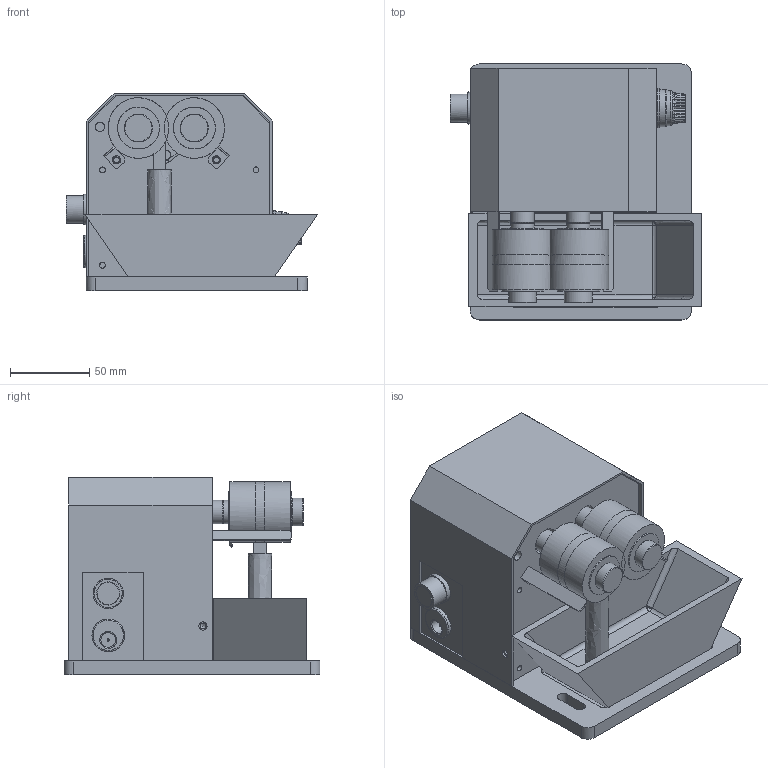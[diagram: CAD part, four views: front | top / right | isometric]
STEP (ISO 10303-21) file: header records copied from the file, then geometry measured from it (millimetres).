
FILE_DESCRIPTION(('FreeCAD Model'),'2;1');
FILE_NAME('Open CASCADE Shape Model','2025-05-03T03:51:54',('FreeCAD'),( 'FreeCAD'),'Open CASCADE STEP processor 7.6','FreeCAD','Unknown');
FILE_SCHEMA(('AUTOMOTIVE_DESIGN { 1 0 10303 214 1 1 1 1 }'));
Length unit declared in the file: millimetre
Products named in the file (1): Open CASCADE STEP translator 7.6 1
Bounding box: 158.4 x 161.33 x 124.67 mm (x, y, z)
Volume: 629235.9 mm3; surface area: 287209.3 mm2
Topology: 29 solids, 29 shells, 554 faces, 1306 edges, 856 vertices
Faces by surface type: bspline 554
Entity records: 19253 total; most frequent: CARTESIAN_POINT 11320, ORIENTED_EDGE 2596, EDGE_CURVE 1298, VERTEX_POINT 856, B_SPLINE_CURVE_WITH_KNOTS 853, FACE_BOUND 696, EDGE_LOOP 696, ADVANCED_FACE 554
